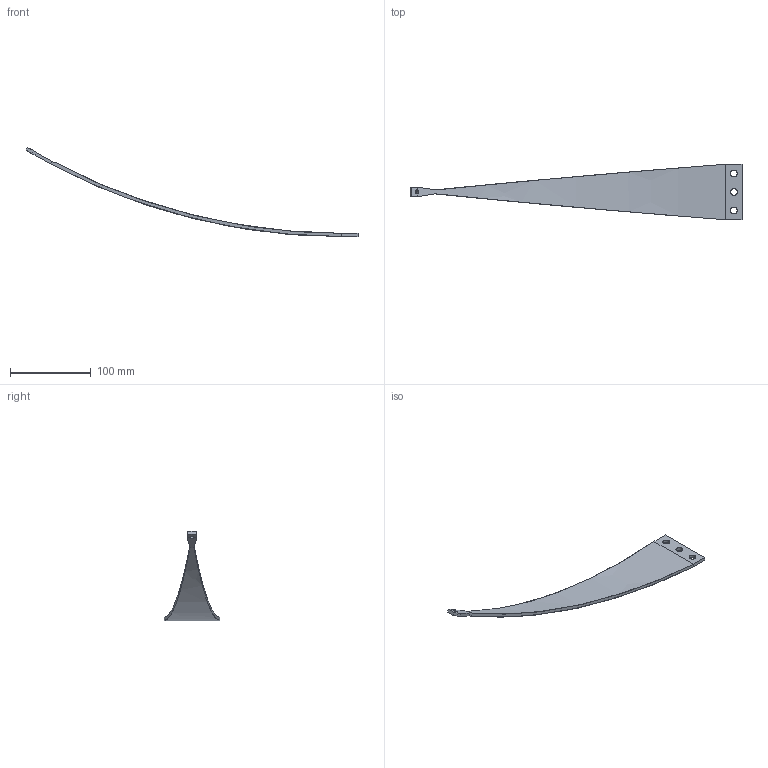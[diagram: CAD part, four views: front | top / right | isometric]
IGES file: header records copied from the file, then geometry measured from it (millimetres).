
Start section: SolidWorks IGES file using analytic representation for surfaces
Global section: file name: D1002753-v5_AdLIGO_AOS_ITM Elliptical Blade.IGS; native system: SolidWorks 2012; preprocessor: SolidWorks 2012; author: tnguyen; date: 120801.104501; units: inch
Bounding box: 410.27 x 68.68 x 110.14 mm (x, y, z)
Surface area: 35180.4 mm2 (no closed solid volume)
Topology: 0 solids, 0 shells, 26 faces, 350 edges, 350 vertices
Faces by surface type: bspline 17, revolution 9
